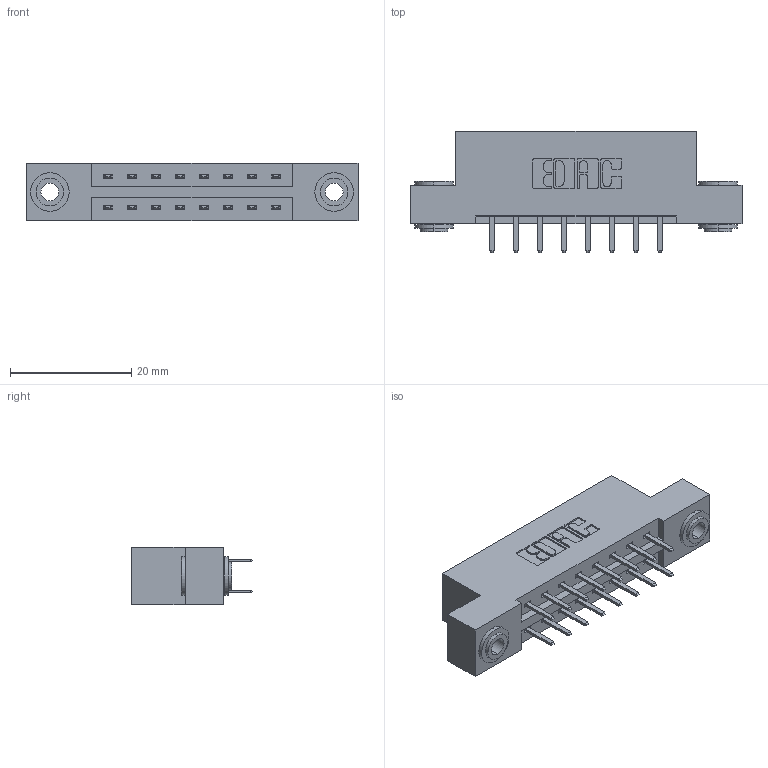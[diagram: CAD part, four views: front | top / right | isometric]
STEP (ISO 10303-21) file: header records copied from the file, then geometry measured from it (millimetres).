
FILE_DESCRIPTION (( 'STEP AP203' ), '1' );
FILE_NAME ('337-016-520-203.STEP', '2018-08-04T18:04:40', ( '' ), ( '' ), 'SwSTEP 2.0', 'SolidWorks 2016', '' );
FILE_SCHEMA (( 'CONFIG_CONTROL_DESIGN' ));
Length unit declared in the file: inch
Products named in the file (4): 345-292-001_345-293-120; 345-250-002_345-250-002-102; 337-016-520-203; 337 Part_Flush Mounting Lugs - 0.156 Dia-TH
Assembly tree (19 placements, depth 2):
  337-016-520-203
    337 Part_Flush Mounting Lugs - 0.156 Dia-TH
    345-292-001_345-293-120  x16
    345-250-002_345-250-002-102  x2
Bounding box: 54.71 x 20.02 x 9.4 mm (x, y, z)
Volume: 5325.7 mm3; surface area: 5894.8 mm2
Topology: 19 solids, 19 shells, 1080 faces, 3091 edges, 2014 vertices
Faces by surface type: plane 720, cylinder 352, cone 8
Entity records: 11364 total; most frequent: CARTESIAN_POINT 1929, ORIENTED_EDGE 1846, DIRECTION 1725, EDGE_CURVE 923, LINE 767, VECTOR 767, VERTEX_POINT 610, AXIS2_PLACEMENT_3D 479
